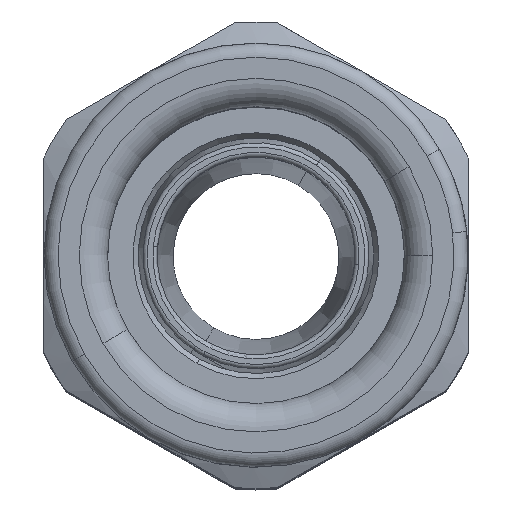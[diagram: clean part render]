
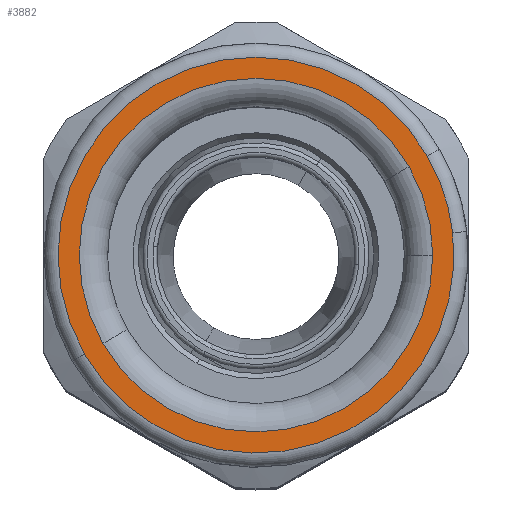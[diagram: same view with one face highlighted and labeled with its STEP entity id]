
A CAD part, top view. The second image highlights one B-rep face of the part: STEP entity #3882.
In plain terms, the highlighted planar face has unit normal (0, 0, 1).
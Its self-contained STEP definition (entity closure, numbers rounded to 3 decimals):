
#3745=AXIS2_PLACEMENT_3D('Circle Axis2P3D',#3743,#3744,$) ;
#3762=AXIS2_PLACEMENT_3D('Circle Axis2P3D',#3760,#3761,$) ;
#3786=AXIS2_PLACEMENT_3D('Circle Axis2P3D',#3784,#3785,$) ;
#3849=AXIS2_PLACEMENT_3D('Plane Axis2P3D',#3846,#3847,#3848) ;
#3858=AXIS2_PLACEMENT_3D('Circle Axis2P3D',#3856,#3857,$) ;
#3867=AXIS2_PLACEMENT_3D('Circle Axis2P3D',#3865,#3866,$) ;
#3874=AXIS2_PLACEMENT_3D('Circle Axis2P3D',#3872,#3873,$) ;
#3733=CARTESIAN_POINT('Vertex',(28.912,18.071,82.9)) ;
#3740=CARTESIAN_POINT('Vertex',(27.124,23.5,82.9)) ;
#3743=CARTESIAN_POINT('Axis2P3D Location',(15.,16.5,82.9)) ;
#3760=CARTESIAN_POINT('Axis2P3D Location',(15.,16.5,82.9)) ;
#3764=CARTESIAN_POINT('Vertex',(2.876,9.5,82.9)) ;
#3784=CARTESIAN_POINT('Axis2P3D Location',(15.,16.5,82.9)) ;
#3846=CARTESIAN_POINT('Axis2P3D Location',(15.,16.5,82.9)) ;
#3856=CARTESIAN_POINT('Axis2P3D Location',(15.,16.5,82.9)) ;
#3860=CARTESIAN_POINT('Vertex',(27.5,16.484,82.9)) ;
#3862=CARTESIAN_POINT('Vertex',(25.825,22.75,82.9)) ;
#3865=CARTESIAN_POINT('Axis2P3D Location',(15.,16.5,82.9)) ;
#3869=CARTESIAN_POINT('Vertex',(4.175,10.25,82.9)) ;
#3872=CARTESIAN_POINT('Axis2P3D Location',(15.,16.5,82.9)) ;
#3744=DIRECTION('Axis2P3D Direction',(0.,0.,1.)) ;
#3761=DIRECTION('Axis2P3D Direction',(0.,0.,1.)) ;
#3785=DIRECTION('Axis2P3D Direction',(0.,0.,1.)) ;
#3847=DIRECTION('Axis2P3D Direction',(0.,0.,1.)) ;
#3848=DIRECTION('Axis2P3D XDirection',(0.866,0.5,0.)) ;
#3857=DIRECTION('Axis2P3D Direction',(0.,0.,1.)) ;
#3866=DIRECTION('Axis2P3D Direction',(0.,0.,1.)) ;
#3873=DIRECTION('Axis2P3D Direction',(0.,0.,1.)) ;
#3852=ORIENTED_EDGE('',*,*,#3766,.T.) ;
#3853=ORIENTED_EDGE('',*,*,#3747,.T.) ;
#3854=ORIENTED_EDGE('',*,*,#3788,.T.) ;
#3878=ORIENTED_EDGE('',*,*,#3864,.F.) ;
#3879=ORIENTED_EDGE('',*,*,#3871,.F.) ;
#3880=ORIENTED_EDGE('',*,*,#3876,.F.) ;
#3881=FACE_BOUND('',#3877,.T.) ;
#3882=ADVANCED_FACE('Body',(#3855,#3881),#3850,.T.) ;
#3746=CIRCLE('generated circle',#3745,14.) ;
#3763=CIRCLE('generated circle',#3762,14.) ;
#3787=CIRCLE('generated circle',#3786,14.) ;
#3859=CIRCLE('generated circle',#3858,12.5) ;
#3868=CIRCLE('generated circle',#3867,12.5) ;
#3875=CIRCLE('generated circle',#3874,12.5) ;
#3747=EDGE_CURVE('',#3734,#3741,#3746,.T.) ;
#3766=EDGE_CURVE('',#3765,#3734,#3763,.T.) ;
#3788=EDGE_CURVE('',#3741,#3765,#3787,.T.) ;
#3864=EDGE_CURVE('',#3861,#3863,#3859,.T.) ;
#3871=EDGE_CURVE('',#3870,#3861,#3868,.T.) ;
#3876=EDGE_CURVE('',#3863,#3870,#3875,.T.) ;
#3851=EDGE_LOOP('',(#3852,#3853,#3854)) ;
#3877=EDGE_LOOP('',(#3878,#3879,#3880)) ;
#3855=FACE_OUTER_BOUND('',#3851,.T.) ;
#3850=PLANE('',#3849) ;
#3734=VERTEX_POINT('',#3733) ;
#3741=VERTEX_POINT('',#3740) ;
#3765=VERTEX_POINT('',#3764) ;
#3861=VERTEX_POINT('',#3860) ;
#3863=VERTEX_POINT('',#3862) ;
#3870=VERTEX_POINT('',#3869) ;
